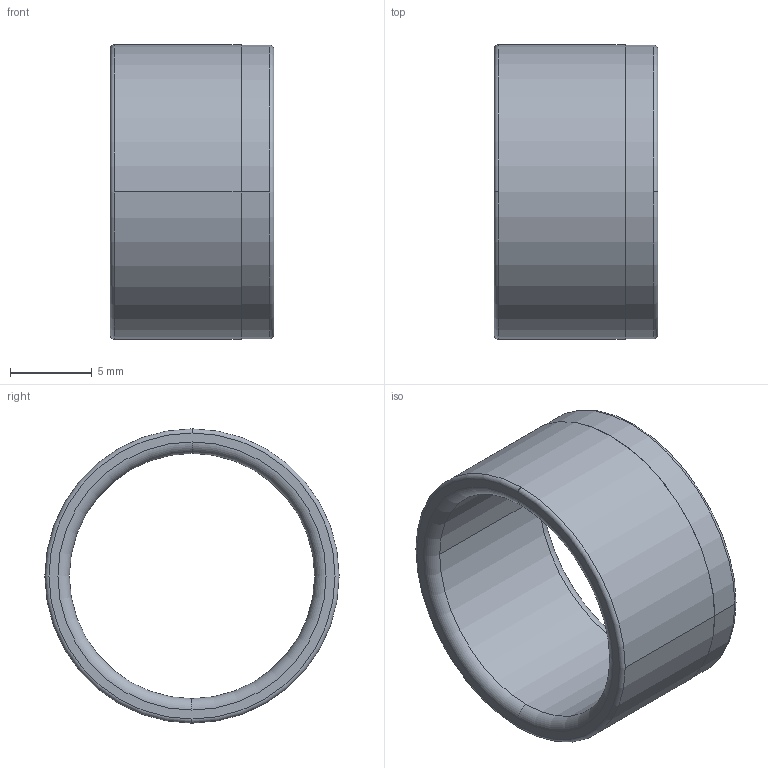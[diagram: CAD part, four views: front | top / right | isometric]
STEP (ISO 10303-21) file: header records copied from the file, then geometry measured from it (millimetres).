
FILE_DESCRIPTION( ( '' ), '1' );
FILE_NAME( 'MPBZU15-10.stp', '2020-11-08T12:20:07', ( '' ), ( '' ), ' ', ' ', ' ' );
FILE_SCHEMA( ( 'CONFIG_CONTROL_DESIGN' ) );
Length unit declared in the file: millimetre
Products named in the file (1): 1
Bounding box: 10 x 18 x 18 mm (x, y, z)
Volume: 763.9 mm3; surface area: 1151.9 mm2
Topology: 1 solids, 1 shells, 17 faces, 46 edges, 32 vertices
Faces by surface type: torus 8, cylinder 6, plane 3
Entity records: 620 total; most frequent: DIRECTION 122, CARTESIAN_POINT 96, ORIENTED_EDGE 92, AXIS2_PLACEMENT_3D 58, EDGE_CURVE 46, CIRCLE 40, VERTEX_POINT 32, EDGE_LOOP 20
